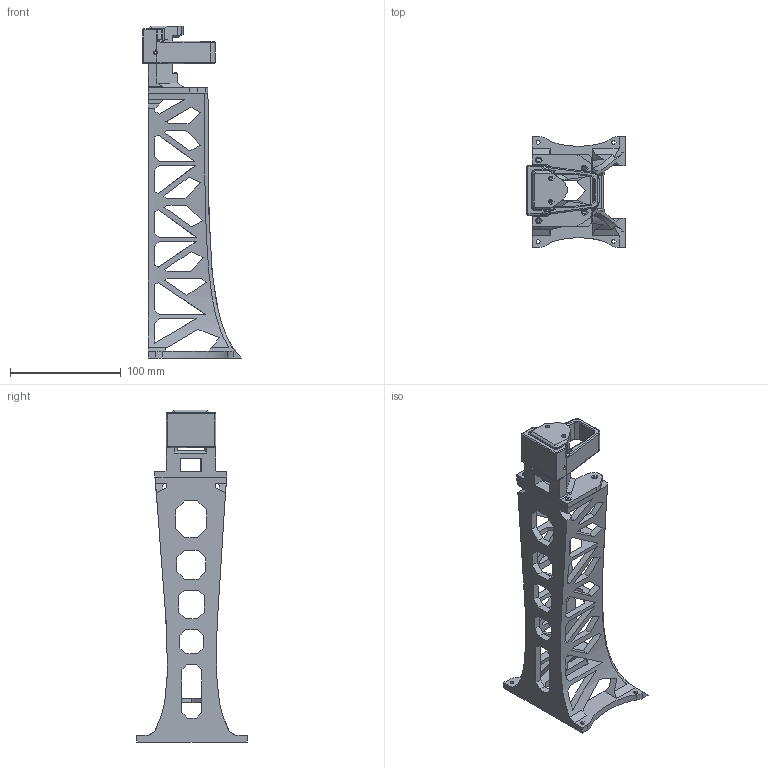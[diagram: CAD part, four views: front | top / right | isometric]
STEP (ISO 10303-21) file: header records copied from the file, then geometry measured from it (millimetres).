
FILE_DESCRIPTION(('HOOPS Exchange Step'),'2;1');
FILE_NAME('temp_export','2025-08-25T14:05:23-05:00',('mobile'),('Shapr3D Limited'),'HOOPS Exchange 2025.5','Shapr3D','Authorized');
FILE_SCHEMA( ('AP242_MANAGED_MODEL_BASED_3D_ENGINEERING_MIM_LF {1 0 10303 442 1 1 4}') );
Length unit declared in the file: millimetre
Products named in the file (4): Folder 136; XLeRobot-0-2-1 head.step; XLeRobot 0-2-9-3d.step; root
Assembly tree (3 placements, depth 4):
  root
    XLeRobot 0-2-9-3d.step
      XLeRobot-0-2-1 head.step
        Folder 136
Bounding box: 88.8 x 100 x 299.54 mm (x, y, z)
Volume: 236937.1 mm3; surface area: 109201.5 mm2
Topology: 3 solids, 3 shells, 613 faces, 1772 edges, 1140 vertices
Faces by surface type: plane 422, cylinder 120, bspline 43, cone 10, sphere 10, torus 8
Entity records: 22181 total; most frequent: CARTESIAN_POINT 6491, ORIENTED_EDGE 3536, DIRECTION 2780, EDGE_CURVE 1768, VECTOR 1178, LINE 1178, VERTEX_POINT 1140, AXIS2_PLACEMENT_3D 801
